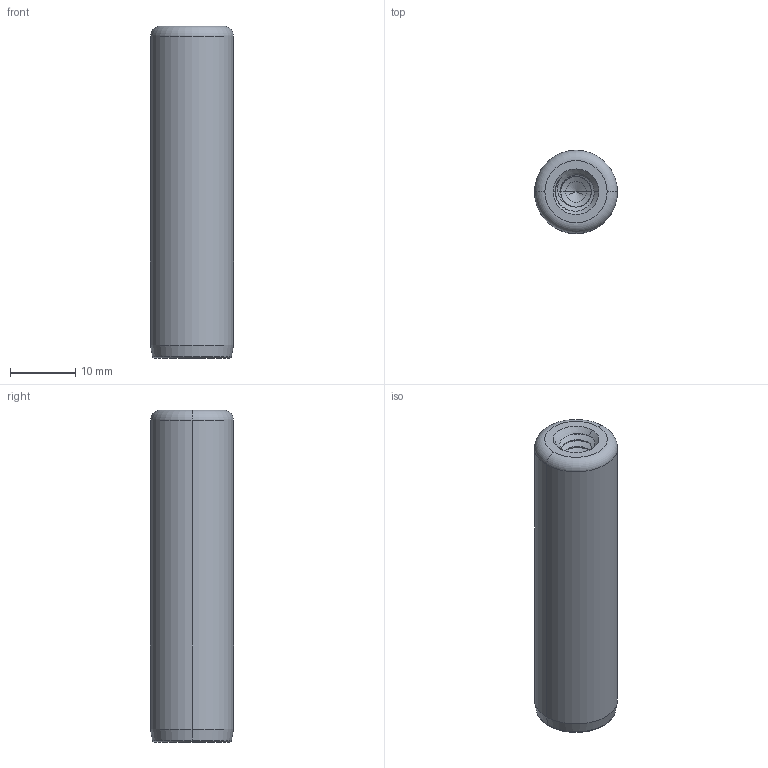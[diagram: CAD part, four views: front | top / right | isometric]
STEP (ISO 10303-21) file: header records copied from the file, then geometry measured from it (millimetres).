
FILE_DESCRIPTION (( 'STEP AP203' ), '1' );
FILE_NAME ('97175A383_Pull-Out Dowel Pin.STEP', '2022-11-14T17:45:02', ( 'Administrator' ), ( 'Managed by Terraform' ), 'SwSTEP 2.0', 'SolidWorks 2017', '' );
FILE_SCHEMA (( 'CONFIG_CONTROL_DESIGN' ));
Length unit declared in the file: inch
Products named in the file (1): 97175A383_Pull-Out Dowel Pin
Bounding box: 12.7 x 12.7 x 50.8 mm (x, y, z)
Volume: 6165.2 mm3; surface area: 2495.9 mm2
Topology: 1 solids, 1 shells, 36 faces, 89 edges, 54 vertices
Faces by surface type: cylinder 18, cone 9, torus 4, bspline 3, plane 2
Entity records: 2464 total; most frequent: CARTESIAN_POINT 1645, ORIENTED_EDGE 174, DIRECTION 138, EDGE_CURVE 87, AXIS2_PLACEMENT_3D 56, VERTEX_POINT 54, EDGE_LOOP 37, FACE_OUTER_BOUND 36
